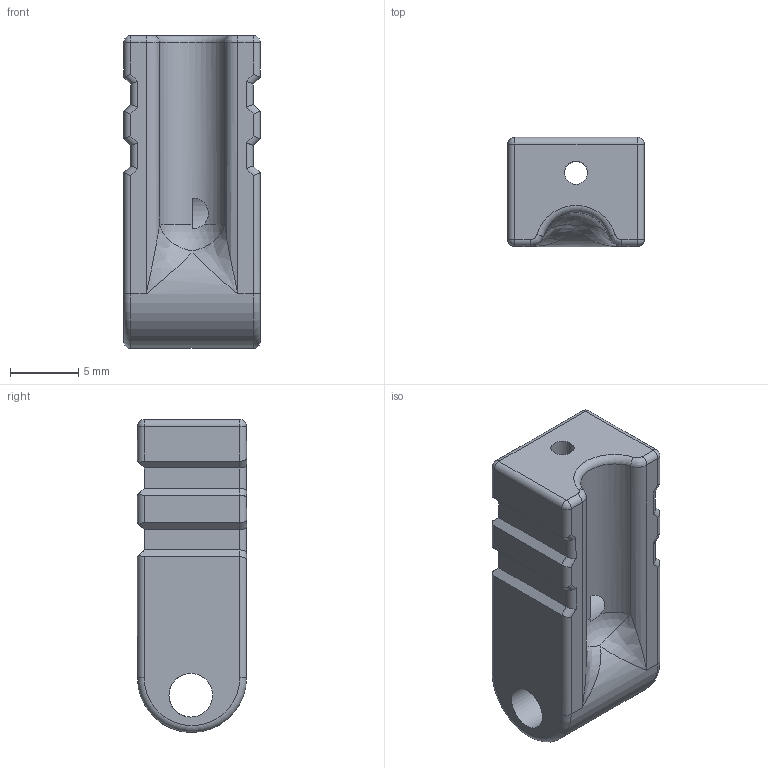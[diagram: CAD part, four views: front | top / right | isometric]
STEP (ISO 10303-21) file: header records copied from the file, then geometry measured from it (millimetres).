
FILE_DESCRIPTION(/* description */ (''),/* implementation_level */ '2;1');
FILE_NAME(/* name */ 'DB_EBB36_Orbiter2.x_WireTower_Clamped.3.0.step',/* time_stamp */ '2025-10-17T19:53:16-04:00',/* author */ (''),/* organization */ (''),/* preprocessor_version */ 'ST-DEVELOPER v20.1',/* originating_system */ 'Autodesk Translation Framework v14.17.0.0',/* authorisation */ '');
FILE_SCHEMA (('AUTOMOTIVE_DESIGN { 1 0 10303 214 3 1 1 }'));
Length unit declared in the file: millimetre
Products named in the file (2): (Unsaved); EBB36WireTowerClamp
Assembly tree (1 placements, depth 2):
  (Unsaved)
    EBB36WireTowerClamp
Bounding box: 10 x 8 x 22.94 mm (x, y, z)
Volume: 1340.5 mm3; surface area: 1179 mm2
Topology: 1 solids, 1 shells, 80 faces, 204 edges, 119 vertices
Faces by surface type: cylinder 36, plane 32, sphere 5, bspline 4, torus 3
Full cylindrical faces by diameter (mm): 1.7 x1, 3.2 x1, 4.6 x1
Entity records: 2665 total; most frequent: CARTESIAN_POINT 682, DIRECTION 416, ORIENTED_EDGE 404, EDGE_CURVE 202, AXIS2_PLACEMENT_3D 153, VERTEX_POINT 119, LINE 110, VECTOR 110
